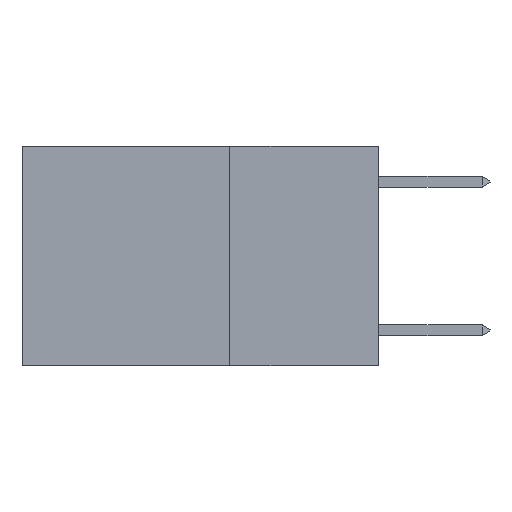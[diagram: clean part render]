
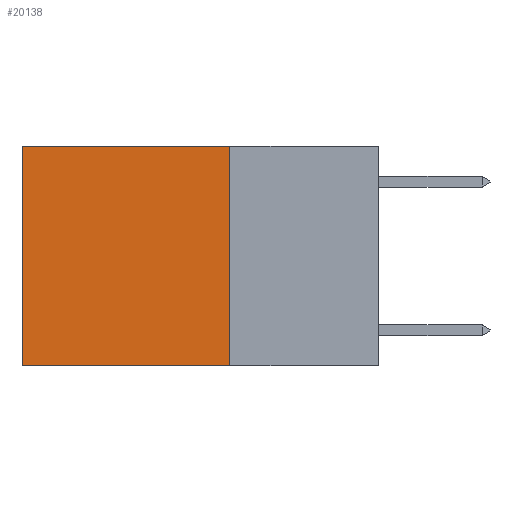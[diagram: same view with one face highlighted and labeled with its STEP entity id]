
A CAD part, left-side view. The second image highlights one B-rep face of the part: STEP entity #20138.
In plain terms, the highlighted planar face has unit normal (-1, 0, 0).
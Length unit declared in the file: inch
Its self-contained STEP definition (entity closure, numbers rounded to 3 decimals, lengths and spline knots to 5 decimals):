
#242 = CARTESIAN_POINT ( 'NONE',  ( 0.2625, 0.25, 0. ) ) ;
#478 = CARTESIAN_POINT ( 'NONE',  ( 0.2625, 0.6, 0. ) ) ;
#2167 = CARTESIAN_POINT ( 'NONE',  ( 0.2625, 0.25, -0.37 ) ) ;
#3582 = EDGE_CURVE ( 'NONE', #17423, #12171, #6523, .T. ) ;
#3626 = EDGE_CURVE ( 'NONE', #12171, #19956, #5898, .T. ) ;
#4672 = ORIENTED_EDGE ( 'NONE', *, *, #3626, .T. ) ;
#4699 = DIRECTION ( 'NONE',  ( 0., 0., -1. ) ) ;
#4977 = CARTESIAN_POINT ( 'NONE',  ( 0.2625, 0.25, -0.37 ) ) ;
#5360 = VECTOR ( 'NONE', #4699, 39.37008 ) ;
#5898 = LINE ( 'NONE', #13409, #5360 ) ;
#6108 = EDGE_LOOP ( 'NONE', ( #4672, #11710, #9911, #19913 ) ) ;
#6265 = VECTOR ( 'NONE', #13271, 39.37008 ) ;
#6523 = LINE ( 'NONE', #21380, #6265 ) ;
#7194 = VECTOR ( 'NONE', #14313, 39.37008 ) ;
#7535 = LINE ( 'NONE', #242, #7194 ) ;
#7879 = CARTESIAN_POINT ( 'NONE',  ( 0.2625, 0.25, 0. ) ) ;
#9676 = DIRECTION ( 'NONE',  ( 0., 0., -1. ) ) ;
#9911 = ORIENTED_EDGE ( 'NONE', *, *, #14048, .F. ) ;
#11710 = ORIENTED_EDGE ( 'NONE', *, *, #21939, .F. ) ;
#12171 = VERTEX_POINT ( 'NONE', #478 ) ;
#13271 = DIRECTION ( 'NONE',  ( 0., 1., 0. ) ) ;
#13341 = VECTOR ( 'NONE', #13751, 39.37008 ) ;
#13409 = CARTESIAN_POINT ( 'NONE',  ( 0.2625, 0.6, 0. ) ) ;
#13751 = DIRECTION ( 'NONE',  ( 0., 1., 0. ) ) ;
#14048 = EDGE_CURVE ( 'NONE', #17423, #21580, #7535, .T. ) ;
#14313 = DIRECTION ( 'NONE',  ( 0., 0., -1. ) ) ;
#15400 = AXIS2_PLACEMENT_3D ( 'NONE', #7879, #19738, #9676 ) ;
#15825 = FACE_OUTER_BOUND ( 'NONE', #6108, .T. ) ;
#15939 = CARTESIAN_POINT ( 'NONE',  ( 0.2625, 0.6, -0.37 ) ) ;
#16471 = PLANE ( 'NONE',  #15400 ) ;
#17423 = VERTEX_POINT ( 'NONE', #21838 ) ;
#17818 = LINE ( 'NONE', #4977, #13341 ) ;
#19738 = DIRECTION ( 'NONE',  ( 1., 0., 0. ) ) ;
#19913 = ORIENTED_EDGE ( 'NONE', *, *, #3582, .T. ) ;
#19956 = VERTEX_POINT ( 'NONE', #15939 ) ;
#20138 = ADVANCED_FACE ( 'NONE', ( #15825 ), #16471, .F. ) ;
#21380 = CARTESIAN_POINT ( 'NONE',  ( 0.2625, 0.25, 0. ) ) ;
#21580 = VERTEX_POINT ( 'NONE', #2167 ) ;
#21838 = CARTESIAN_POINT ( 'NONE',  ( 0.2625, 0.25, 0. ) ) ;
#21939 = EDGE_CURVE ( 'NONE', #21580, #19956, #17818, .T. ) ;
